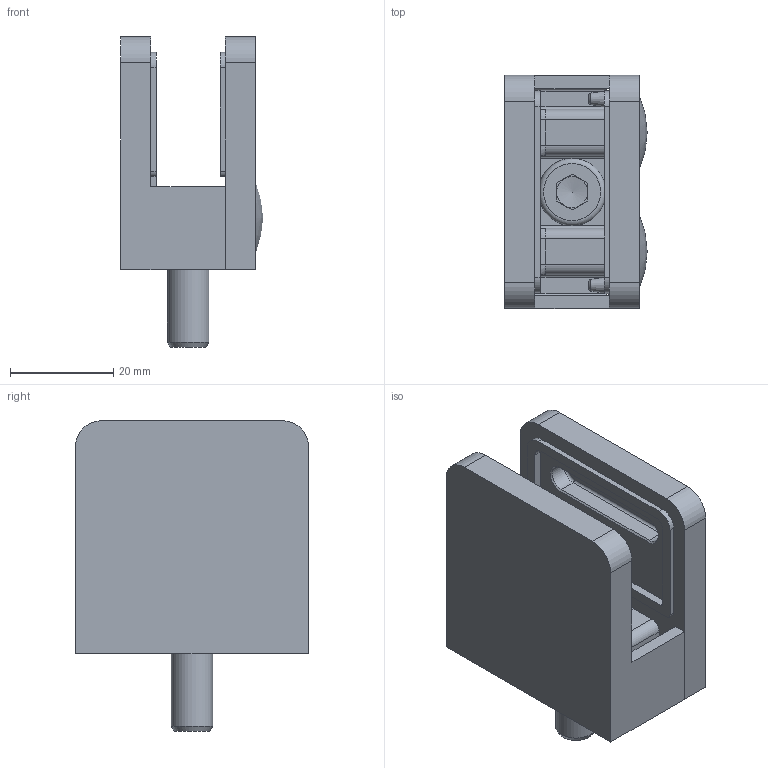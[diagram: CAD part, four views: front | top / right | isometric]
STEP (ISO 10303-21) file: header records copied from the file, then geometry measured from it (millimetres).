
FILE_DESCRIPTION (( 'STEP AP203' ), '1' );
FILE_NAME ('1100-ZN20.step', '2023-04-04T12:31:13', ( '' ), ( '' ), 'SwSTEP 2.0', 'SolidWorks 2018', '' );
FILE_SCHEMA (( 'CONFIG_CONTROL_DESIGN' ));
Length unit declared in the file: millimetre
Products named in the file (6): 11xx-XXX Teil2_1100-ZN20 Teil2; 1100-ZN20; DIN 912 Konfig_DIN 912 M8x20; DIN 7991 Konfig_DIN 7991 M6x16; 11xx-XXX Teil1_1100-ZN20 Teil1; 11xx-XXX Teil3_11xx-xxx Teil3
Assembly tree (7 placements, depth 2):
  1100-ZN20
    11xx-XXX Teil1_1100-ZN20 Teil1
    11xx-XXX Teil2_1100-ZN20 Teil2
    DIN 912 Konfig_DIN 912 M8x20
    DIN 7991 Konfig_DIN 7991 M6x16  x2
    11xx-XXX Teil3_11xx-xxx Teil3  x2
Bounding box: 27.5 x 45 x 60 mm (x, y, z)
Volume: 27304 mm3; surface area: 17804.4 mm2
Topology: 7 solids, 7 shells, 782 faces, 2041 edges, 1318 vertices
Faces by surface type: plane 401, bspline 225, cylinder 99, cone 28, sphere 16, torus 13
Full cylindrical faces by diameter (mm): 2 x2, 5 x2, 6 x2, 6.5 x2, 8 x1, 12 x2, 12.5 x2, 13 x1
Entity records: 34868 total; most frequent: CARTESIAN_POINT 17045, ORIENTED_EDGE 3890, DIRECTION 2808, EDGE_CURVE 1945, VERTEX_POINT 1285, LINE 1256, VECTOR 1256, EDGE_LOOP 860
